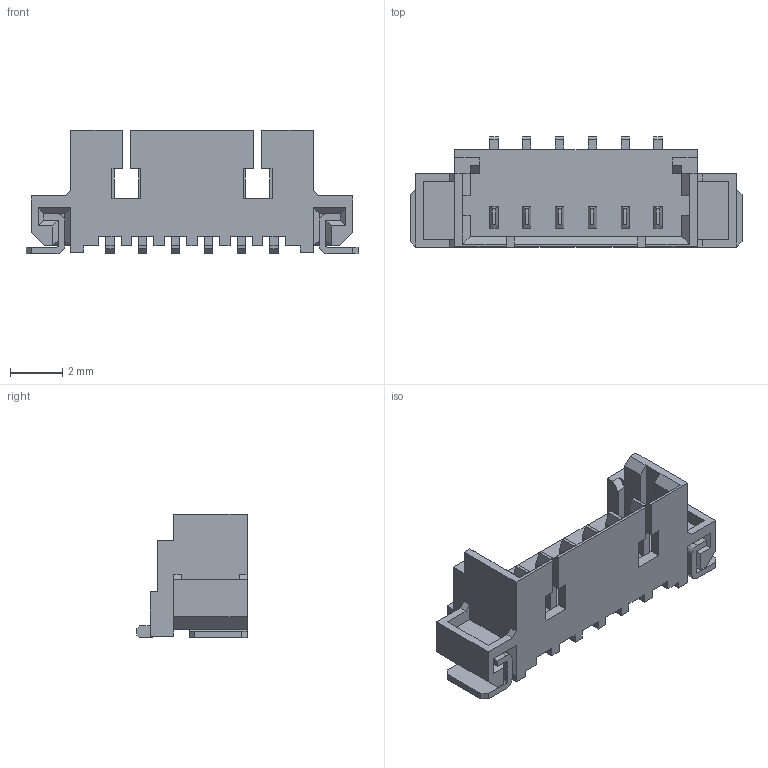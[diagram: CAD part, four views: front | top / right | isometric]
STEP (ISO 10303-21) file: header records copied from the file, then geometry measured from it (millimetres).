
FILE_DESCRIPTION (( 'STEP AP214' ), '1' );
FILE_NAME ('533980671.STEP', '2021-11-27T22:08:43', ( 'AVRASM1234' ), ( '' ), 'SwSTEP 2.0', 'SolidWorks 2017', '' );
FILE_SCHEMA (( 'AUTOMOTIVE_DESIGN' ));
Length unit declared in the file: millimetre
Products named in the file (1): 533980671
Bounding box: 12.65 x 4.2 x 4.7 mm (x, y, z)
Volume: 81.4 mm3; surface area: 381.2 mm2
Topology: 9 solids, 9 shells, 339 faces, 913 edges, 592 vertices
Faces by surface type: plane 331, cylinder 8
Entity records: 12189 total; most frequent: CARTESIAN_POINT 1845, ORIENTED_EDGE 1826, DIRECTION 1609, EDGE_CURVE 913, LINE 897, VECTOR 897, VERTEX_POINT 592, AXIS2_PLACEMENT_3D 356
